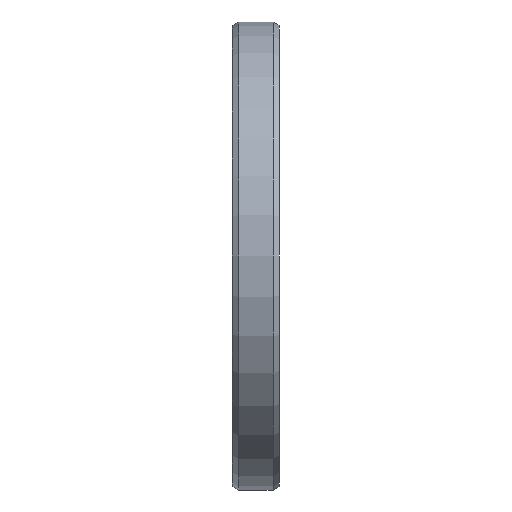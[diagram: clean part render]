
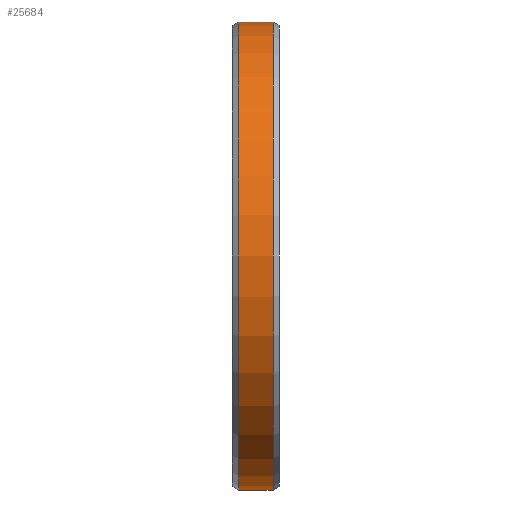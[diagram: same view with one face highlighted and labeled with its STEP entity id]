
A CAD part, left-side view. The second image highlights one B-rep face of the part: STEP entity #25684.
In plain terms, the highlighted cylindrical face has radius 75 mm (diameter 150 mm), a partial arc.
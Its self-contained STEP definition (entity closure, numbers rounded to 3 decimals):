
#24994=DIRECTION('',(0.,1.,0.));
#24995=VECTOR('',#24994,11.);
#24996=CARTESIAN_POINT('',(0.,-5.5,-75.));
#24997=LINE('',#24996,#24995);
#25001=DIRECTION('',(0.,1.,0.));
#25002=VECTOR('',#25001,11.);
#25003=CARTESIAN_POINT('',(0.,-5.5,75.));
#25004=LINE('',#25003,#25002);
#25008=CARTESIAN_POINT('',(0.,-5.5,0.));
#25009=DIRECTION('',(0.,1.,0.));
#25010=DIRECTION('',(0.,0.,-1.));
#25011=AXIS2_PLACEMENT_3D('',#25008,#25009,#25010);
#25046=CARTESIAN_POINT('',(0.,5.5,0.));
#25047=DIRECTION('',(0.,1.,0.));
#25048=DIRECTION('',(0.,0.,-1.));
#25049=AXIS2_PLACEMENT_3D('',#25046,#25047,#25048);
#25079=CARTESIAN_POINT('',(0.,-5.5,-75.));
#25081=VERTEX_POINT('',#25079);
#25082=CARTESIAN_POINT('',(0.,5.5,-75.));
#25083=VERTEX_POINT('',#25082);
#25111=CARTESIAN_POINT('',(0.,-5.5,75.));
#25113=VERTEX_POINT('',#25111);
#25114=CARTESIAN_POINT('',(0.,5.5,75.));
#25115=VERTEX_POINT('',#25114);
#25670=CARTESIAN_POINT('',(0.,162.554,0.));
#25671=DIRECTION('',(0.,-1.,0.));
#25672=DIRECTION('',(0.,0.,1.));
#25673=AXIS2_PLACEMENT_3D('',#25670,#25671,#25672);
#25674=CYLINDRICAL_SURFACE('',#25673,75.);
#25676=ORIENTED_EDGE('',*,*,#25675,.T.);
#25678=ORIENTED_EDGE('',*,*,#25677,.T.);
#25680=ORIENTED_EDGE('',*,*,#25679,.F.);
#25681=ORIENTED_EDGE('',*,*,#25656,.F.);
#25682=EDGE_LOOP('',(#25676,#25678,#25680,#25681));
#25683=FACE_OUTER_BOUND('',#25682,.F.);
#25012=CIRCLE('',#25011,75.);
#25050=CIRCLE('',#25049,75.);
#25656=EDGE_CURVE('',#25081,#25113,#25012,.T.);
#25675=EDGE_CURVE('',#25081,#25083,#24997,.T.);
#25677=EDGE_CURVE('',#25083,#25115,#25050,.T.);
#25679=EDGE_CURVE('',#25113,#25115,#25004,.T.);
#25684=ADVANCED_FACE('',(#25683),#25674,.T.);
